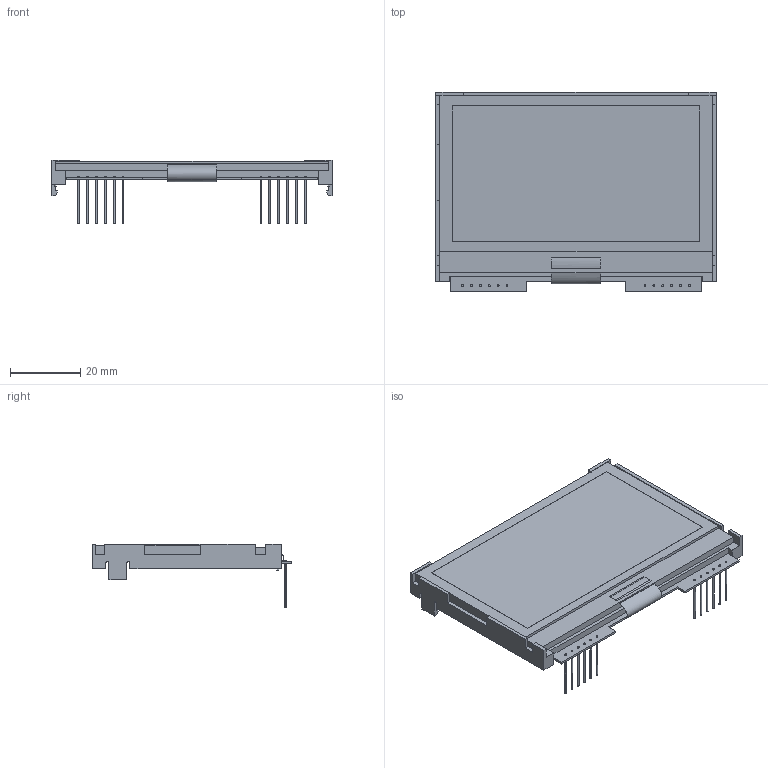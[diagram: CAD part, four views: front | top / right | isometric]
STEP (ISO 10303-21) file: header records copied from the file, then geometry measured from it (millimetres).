
FILE_DESCRIPTION (( 'STEP AP214' ), '1' );
FILE_NAME ('NHD-C12864A1Z-FSW-FBW-HTT.STEP', '2019-05-19T07:32:30', ( '' ), ( '' ), 'SwSTEP 2.0', 'SolidWorks 2017', '' );
FILE_SCHEMA (( 'AUTOMOTIVE_DESIGN' ));
Length unit declared in the file: millimetre
Products named in the file (1): NHD-C12864A1Z-FSW-FBW-HTT
Bounding box: 80 x 57 x 18.15 mm (x, y, z)
Volume: 20049.7 mm3; surface area: 29629.8 mm2
Topology: 21 solids, 21 shells, 218 faces, 516 edges, 344 vertices
Faces by surface type: plane 146, cylinder 68, bspline 4
Entity records: 6642 total; most frequent: CARTESIAN_POINT 1199, DIRECTION 1074, ORIENTED_EDGE 1032, EDGE_CURVE 516, VECTOR 372, LINE 372, AXIS2_PLACEMENT_3D 351, VERTEX_POINT 344
